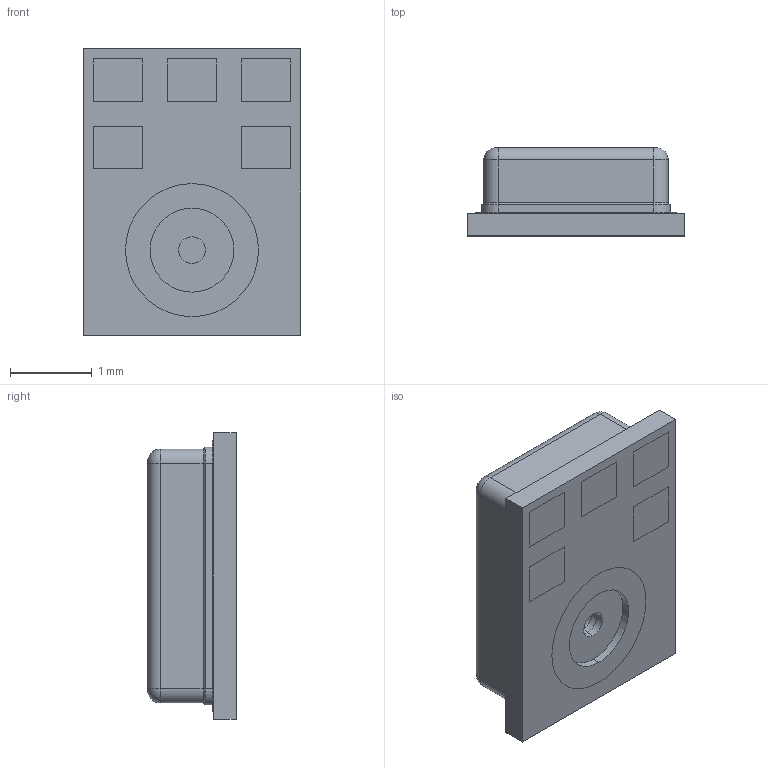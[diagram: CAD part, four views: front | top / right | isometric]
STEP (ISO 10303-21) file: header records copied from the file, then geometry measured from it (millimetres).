
FILE_DESCRIPTION (( 'STEP AP214' ), '1' );
FILE_NAME ('SPH0645LM4H-B.STEP', '2018-09-28T21:41:25', ( '' ), ( '' ), 'SwSTEP 2.0', 'SolidWorks 2017', '' );
FILE_SCHEMA (( 'AUTOMOTIVE_DESIGN' ));
Length unit declared in the file: millimetre
Products named in the file (1): SPH0645LM4H-B
Bounding box: 2.65 x 1.08 x 3.5 mm (x, y, z)
Volume: 8 mm3; surface area: 57.4 mm2
Topology: 9 solids, 9 shells, 130 faces, 282 edges, 180 vertices
Faces by surface type: plane 84, cylinder 38, torus 8
Entity records: 3632 total; most frequent: DIRECTION 624, CARTESIAN_POINT 593, ORIENTED_EDGE 564, EDGE_CURVE 282, AXIS2_PLACEMENT_3D 211, VECTOR 202, LINE 202, VERTEX_POINT 180
